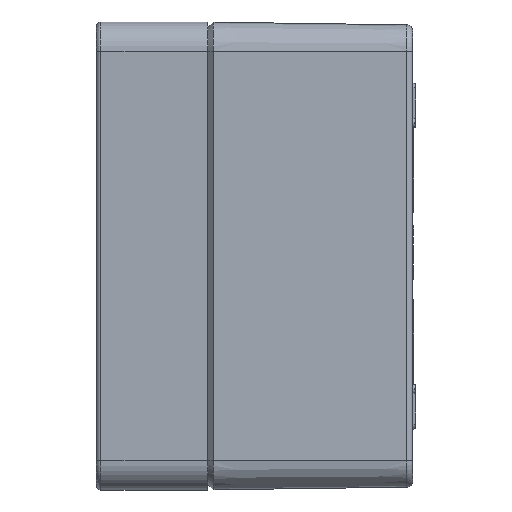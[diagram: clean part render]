
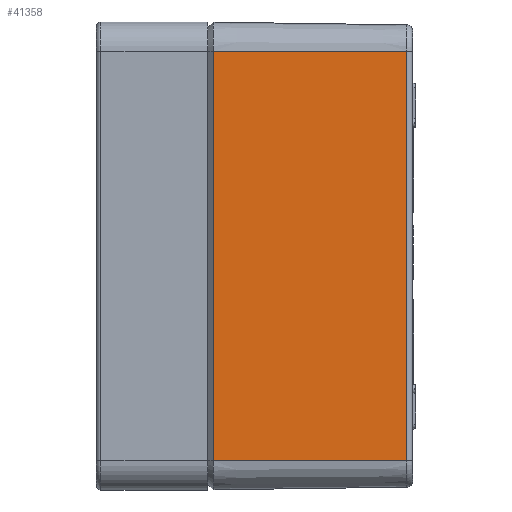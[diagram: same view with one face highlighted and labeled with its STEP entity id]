
A CAD part, left-side view. The second image highlights one B-rep face of the part: STEP entity #41358.
In plain terms, the highlighted planar face has unit normal (-1, -0.014, 0).
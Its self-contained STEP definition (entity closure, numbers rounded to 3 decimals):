
#5 = VERTEX_POINT ( 'NONE', #2268 ) ;
#2268 = CARTESIAN_POINT ( 'NONE',  ( -129.028, -68.028, -70. ) ) ;
#4304 = DIRECTION ( 'NONE',  ( -1., -0.014, 0. ) ) ;
#5217 = VECTOR ( 'NONE', #35024, 1000. ) ;
#6644 = ORIENTED_EDGE ( 'NONE', *, *, #37114, .F. ) ;
#7274 = CARTESIAN_POINT ( 'NONE',  ( -130., 2., -70. ) ) ;
#9322 = EDGE_CURVE ( 'NONE', #45534, #36981, #43488, .T. ) ;
#16881 = FACE_OUTER_BOUND ( 'NONE', #25711, .T. ) ;
#16894 = DIRECTION ( 'NONE',  ( -0.014, 1., 0. ) ) ;
#17979 = EDGE_CURVE ( 'NONE', #5, #27197, #25246, .T. ) ;
#17997 = AXIS2_PLACEMENT_3D ( 'NONE', #37868, #4304, #30592 ) ;
#18637 = DIRECTION ( 'NONE',  ( -0.014, 1., 0. ) ) ;
#25246 = LINE ( 'NONE', #31221, #5217 ) ;
#25711 = EDGE_LOOP ( 'NONE', ( #26409, #40825, #6644, #33796 ) ) ;
#26409 = ORIENTED_EDGE ( 'NONE', *, *, #27890, .T. ) ;
#26836 = PLANE ( 'NONE',  #17997 ) ;
#27197 = VERTEX_POINT ( 'NONE', #27482 ) ;
#27215 = VECTOR ( 'NONE', #18637, 1000. ) ;
#27482 = CARTESIAN_POINT ( 'NONE',  ( -129.028, -68.028, 70. ) ) ;
#27884 = VECTOR ( 'NONE', #16894, 1000. ) ;
#27890 = EDGE_CURVE ( 'NONE', #27197, #45534, #45597, .T. ) ;
#29039 = CARTESIAN_POINT ( 'NONE',  ( -129.947, -1.8, 70. ) ) ;
#30592 = DIRECTION ( 'NONE',  ( 0.014, -1., 0. ) ) ;
#31221 = CARTESIAN_POINT ( 'NONE',  ( -129.028, -68.028, 70. ) ) ;
#33435 = VECTOR ( 'NONE', #42669, 1000. ) ;
#33796 = ORIENTED_EDGE ( 'NONE', *, *, #17979, .T. ) ;
#35024 = DIRECTION ( 'NONE',  ( 0., 0., 1. ) ) ;
#36567 = CARTESIAN_POINT ( 'NONE',  ( -129.947, -1.8, -70. ) ) ;
#36981 = VERTEX_POINT ( 'NONE', #36567 ) ;
#37114 = EDGE_CURVE ( 'NONE', #5, #36981, #37223, .T. ) ;
#37223 = LINE ( 'NONE', #7274, #27215 ) ;
#37868 = CARTESIAN_POINT ( 'NONE',  ( -130., 2., -70. ) ) ;
#38850 = CARTESIAN_POINT ( 'NONE',  ( -129.947, -1.8, -70. ) ) ;
#40825 = ORIENTED_EDGE ( 'NONE', *, *, #9322, .T. ) ;
#41358 = ADVANCED_FACE ( 'NONE', ( #16881 ), #26836, .T. ) ;
#42669 = DIRECTION ( 'NONE',  ( 0., 0., -1. ) ) ;
#43252 = CARTESIAN_POINT ( 'NONE',  ( -130., 2., 70. ) ) ;
#43488 = LINE ( 'NONE', #38850, #33435 ) ;
#45534 = VERTEX_POINT ( 'NONE', #29039 ) ;
#45597 = LINE ( 'NONE', #43252, #27884 ) ;
